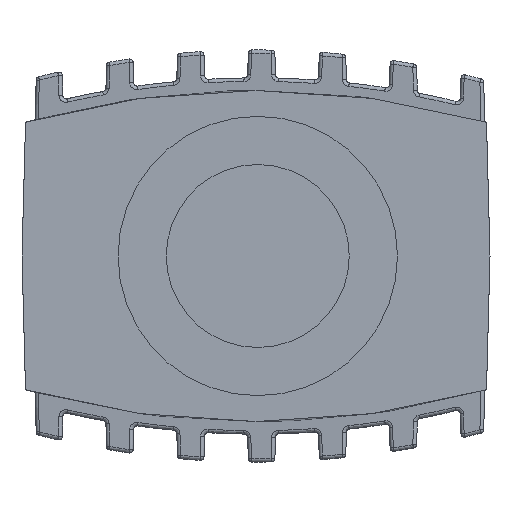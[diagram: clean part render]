
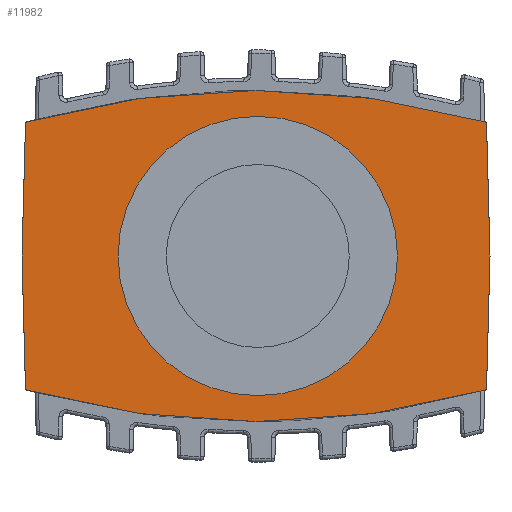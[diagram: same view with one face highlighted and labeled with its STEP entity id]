
A CAD part, front view. The second image highlights one B-rep face of the part: STEP entity #11982.
In plain terms, the highlighted planar face has unit normal (0, -1, 0).
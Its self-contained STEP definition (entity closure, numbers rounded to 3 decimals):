
#9917=CARTESIAN_POINT('',(32.748,0.,-19.153));
#9918=VERTEX_POINT('',#9917);
#9925=CARTESIAN_POINT('',(-33.248,0.,-19.153));
#9926=VERTEX_POINT('',#9925);
#9927=CARTESIAN_POINT('',(-0.25,0.,98.3));
#9928=DIRECTION('',(0.0,-1.0,0.0));
#9929=DIRECTION('',(-0.27,0.0,-0.963));
#9930=AXIS2_PLACEMENT_3D('',#9927,#9928,#9929);
#9931=CIRCLE('',#9930,122.);
#9932=EDGE_CURVE('',#9926,#9918,#9931,.T.);
#9959=CARTESIAN_POINT('',(18.038,0.,1.5));
#9960=VERTEX_POINT('',#9959);
#9967=CARTESIAN_POINT('',(18.038,0.,-1.5));
#9968=VERTEX_POINT('',#9967);
#9969=CARTESIAN_POINT('',(0.,0.,0.));
#9970=DIRECTION('',(0.0,1.0,0.0));
#9971=DIRECTION('',(0.997,0.0,0.083));
#9972=AXIS2_PLACEMENT_3D('',#9969,#9970,#9971);
#9973=CIRCLE('',#9972,18.1);
#9974=EDGE_CURVE('',#9968,#9960,#9973,.T.);
#11788=CARTESIAN_POINT('',(16.52,0.,-1.5));
#11789=VERTEX_POINT('',#11788);
#11796=CARTESIAN_POINT('',(16.52,0.,1.5));
#11797=VERTEX_POINT('',#11796);
#11798=CARTESIAN_POINT('',(16.52,0.,1.5));
#11799=DIRECTION('',(0.0,0.0,-1.0));
#11800=VECTOR('',#11799,3.);
#11801=LINE('',#11798,#11800);
#11802=EDGE_CURVE('',#11797,#11789,#11801,.T.);
#11913=CARTESIAN_POINT('',(18.038,0.,1.5));
#11914=DIRECTION('',(-1.0,0.0,0.0));
#11915=VECTOR('',#11914,1.517);
#11916=LINE('',#11913,#11915);
#11917=EDGE_CURVE('',#9960,#11797,#11916,.T.);
#11924=CARTESIAN_POINT('',(-0.25,0.,-4.512));
#11925=DIRECTION('',(0.0,-1.0,0.0));
#11926=DIRECTION('',(0.0,0.0,-1.0));
#11927=AXIS2_PLACEMENT_3D('',#11924,#11925,#11926);
#11928=PLANE('',#11927);
#11929=ORIENTED_EDGE('',*,*,#9932,.T.);
#11930=CARTESIAN_POINT('',(33.25,0.,0.));
#11931=VERTEX_POINT('',#11930);
#11932=CARTESIAN_POINT('',(32.748,0.,-19.153));
#11933=DIRECTION('',(0.026,0.,1.));
#11934=VECTOR('',#11933,19.159);
#11935=LINE('',#11932,#11934);
#11936=EDGE_CURVE('',#9918,#11931,#11935,.T.);
#11937=ORIENTED_EDGE('',*,*,#11936,.T.);
#11938=CARTESIAN_POINT('',(32.748,0.,19.153));
#11939=VERTEX_POINT('',#11938);
#11940=CARTESIAN_POINT('',(33.25,0.,0.));
#11941=DIRECTION('',(-0.026,0.,1.));
#11942=VECTOR('',#11941,19.159);
#11943=LINE('',#11940,#11942);
#11944=EDGE_CURVE('',#11931,#11939,#11943,.T.);
#11945=ORIENTED_EDGE('',*,*,#11944,.T.);
#11946=CARTESIAN_POINT('',(-33.248,0.,19.153));
#11947=VERTEX_POINT('',#11946);
#11948=CARTESIAN_POINT('',(-0.25,0.,-98.3));
#11949=DIRECTION('',(0.0,-1.0,0.0));
#11950=DIRECTION('',(0.27,0.0,0.963));
#11951=AXIS2_PLACEMENT_3D('',#11948,#11949,#11950);
#11952=CIRCLE('',#11951,122.);
#11953=EDGE_CURVE('',#11939,#11947,#11952,.T.);
#11954=ORIENTED_EDGE('',*,*,#11953,.T.);
#11955=CARTESIAN_POINT('',(-33.75,0.,0.));
#11956=VERTEX_POINT('',#11955);
#11957=CARTESIAN_POINT('',(-33.248,0.,19.153));
#11958=DIRECTION('',(-0.026,0.,-1.));
#11959=VECTOR('',#11958,19.159);
#11960=LINE('',#11957,#11959);
#11961=EDGE_CURVE('',#11947,#11956,#11960,.T.);
#11962=ORIENTED_EDGE('',*,*,#11961,.T.);
#11963=CARTESIAN_POINT('',(-33.75,0.,0.));
#11964=DIRECTION('',(0.026,0.,-1.));
#11965=VECTOR('',#11964,19.159);
#11966=LINE('',#11963,#11965);
#11967=EDGE_CURVE('',#11956,#9926,#11966,.T.);
#11968=ORIENTED_EDGE('',*,*,#11967,.T.);
#11969=EDGE_LOOP('',(#11929,#11937,#11945,#11954,#11962,#11968));
#11970=FACE_OUTER_BOUND('',#11969,.T.);
#11971=ORIENTED_EDGE('',*,*,#11802,.T.);
#11972=CARTESIAN_POINT('',(16.52,0.,-1.5));
#11973=DIRECTION('',(1.0,0.0,0.0));
#11974=VECTOR('',#11973,1.517);
#11975=LINE('',#11972,#11974);
#11976=EDGE_CURVE('',#11789,#9968,#11975,.T.);
#11977=ORIENTED_EDGE('',*,*,#11976,.T.);
#11978=ORIENTED_EDGE('',*,*,#9974,.T.);
#11979=ORIENTED_EDGE('',*,*,#11917,.T.);
#11980=EDGE_LOOP('',(#11971,#11977,#11978,#11979));
#11981=FACE_BOUND('',#11980,.T.);
#11982=ADVANCED_FACE('',(#11970,#11981),#11928,.T.);
